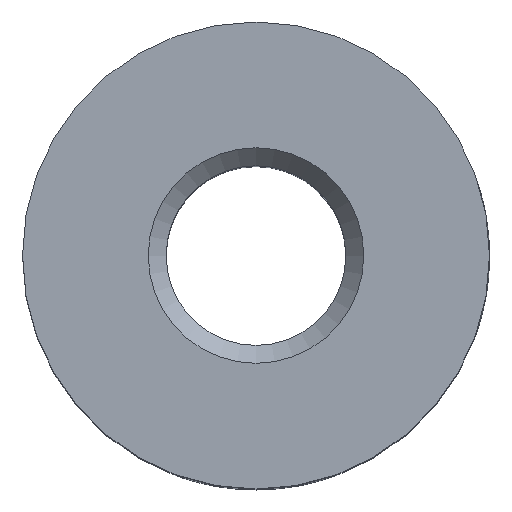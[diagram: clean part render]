
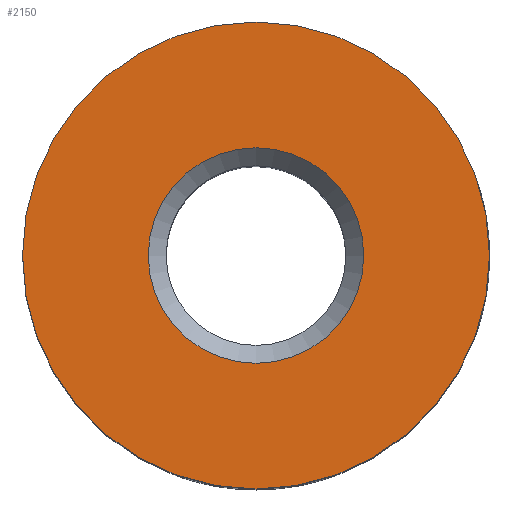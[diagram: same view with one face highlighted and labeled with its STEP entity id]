
A CAD part, top view. The second image highlights one B-rep face of the part: STEP entity #2150.
In plain terms, the highlighted planar face has unit normal (0, 0, 1).
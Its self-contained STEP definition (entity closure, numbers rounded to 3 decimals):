
#77 = CONICAL_SURFACE('',#78,2.5,0.785);
#78 = AXIS2_PLACEMENT_3D('',#79,#80,#81);
#79 = CARTESIAN_POINT('',(0.,0.,14.5));
#80 = DIRECTION('',(0.,0.,1.));
#81 = DIRECTION('',(-1.,0.,0.));
#723 = VERTEX_POINT('',#724);
#724 = CARTESIAN_POINT('',(-3.,0.,15.));
#745 = EDGE_CURVE('',#723,#723,#746,.T.);
#746 = SURFACE_CURVE('',#747,(#752,#759),.PCURVE_S1.);
#747 = CIRCLE('',#748,3.);
#748 = AXIS2_PLACEMENT_3D('',#749,#750,#751);
#749 = CARTESIAN_POINT('',(0.,0.,15.));
#750 = DIRECTION('',(0.,0.,1.));
#751 = DIRECTION('',(-1.,0.,0.));
#752 = PCURVE('',#77,#753);
#753 = DEFINITIONAL_REPRESENTATION('',(#754),#758);
#754 = LINE('',#755,#756);
#755 = CARTESIAN_POINT('',(0.,0.5));
#756 = VECTOR('',#757,1.);
#757 = DIRECTION('',(1.,0.));
#758 = ( GEOMETRIC_REPRESENTATION_CONTEXT(2) 
PARAMETRIC_REPRESENTATION_CONTEXT() REPRESENTATION_CONTEXT('2D SPACE',''
  ) );
#759 = PCURVE('',#760,#765);
#760 = PLANE('',#761);
#761 = AXIS2_PLACEMENT_3D('',#762,#763,#764);
#762 = CARTESIAN_POINT('',(0.,0.,15.));
#763 = DIRECTION('',(0.,0.,-1.));
#764 = DIRECTION('',(1.,0.,0.));
#765 = DEFINITIONAL_REPRESENTATION('',(#766),#774);
#766 = ( BOUNDED_CURVE() B_SPLINE_CURVE(2,(#767,#768,#769,#770,#771,#772
,#773),.UNSPECIFIED.,.F.,.F.) B_SPLINE_CURVE_WITH_KNOTS((1,2,2,2,2,1),(
    -2.094,0.,2.094,4.189,6.283,
8.378),.UNSPECIFIED.) CURVE() GEOMETRIC_REPRESENTATION_ITEM() 
RATIONAL_B_SPLINE_CURVE((1.,0.5,1.,0.5,1.,0.5,1.)) REPRESENTATION_ITEM(
  '') );
#767 = CARTESIAN_POINT('',(-3.,0.));
#768 = CARTESIAN_POINT('',(-3.,5.196));
#769 = CARTESIAN_POINT('',(1.5,2.598));
#770 = CARTESIAN_POINT('',(6.,0.));
#771 = CARTESIAN_POINT('',(1.5,-2.598));
#772 = CARTESIAN_POINT('',(-3.,-5.196));
#773 = CARTESIAN_POINT('',(-3.,0.));
#774 = ( GEOMETRIC_REPRESENTATION_CONTEXT(2) 
PARAMETRIC_REPRESENTATION_CONTEXT() REPRESENTATION_CONTEXT('2D SPACE',''
  ) );
#2150 = ADVANCED_FACE('',(#2151,#2154),#760,.F.);
#2151 = FACE_BOUND('',#2152,.T.);
#2152 = EDGE_LOOP('',(#2153));
#2153 = ORIENTED_EDGE('',*,*,#745,.F.);
#2154 = FACE_BOUND('',#2155,.T.);
#2155 = EDGE_LOOP('',(#2156));
#2156 = ORIENTED_EDGE('',*,*,#2157,.F.);
#2157 = EDGE_CURVE('',#2158,#2158,#2160,.T.);
#2158 = VERTEX_POINT('',#2159);
#2159 = CARTESIAN_POINT('',(6.5,0.,15.));
#2160 = SURFACE_CURVE('',#2161,(#2166,#2173),.PCURVE_S1.);
#2161 = CIRCLE('',#2162,6.5);
#2162 = AXIS2_PLACEMENT_3D('',#2163,#2164,#2165);
#2163 = CARTESIAN_POINT('',(0.,0.,15.));
#2164 = DIRECTION('',(0.,0.,-1.));
#2165 = DIRECTION('',(1.,0.,0.));
#2166 = PCURVE('',#760,#2167);
#2167 = DEFINITIONAL_REPRESENTATION('',(#2168),#2172);
#2168 = CIRCLE('',#2169,6.5);
#2169 = AXIS2_PLACEMENT_2D('',#2170,#2171);
#2170 = CARTESIAN_POINT('',(0.,0.));
#2171 = DIRECTION('',(1.,0.));
#2172 = ( GEOMETRIC_REPRESENTATION_CONTEXT(2) 
PARAMETRIC_REPRESENTATION_CONTEXT() REPRESENTATION_CONTEXT('2D SPACE',''
  ) );
#2173 = PCURVE('',#2174,#2179);
#2174 = CYLINDRICAL_SURFACE('',#2175,6.5);
#2175 = AXIS2_PLACEMENT_3D('',#2176,#2177,#2178);
#2176 = CARTESIAN_POINT('',(0.,0.,15.));
#2177 = DIRECTION('',(0.,0.,-1.));
#2178 = DIRECTION('',(1.,0.,0.));
#2179 = DEFINITIONAL_REPRESENTATION('',(#2180),#2184);
#2180 = LINE('',#2181,#2182);
#2181 = CARTESIAN_POINT('',(0.,0.));
#2182 = VECTOR('',#2183,1.);
#2183 = DIRECTION('',(1.,0.));
#2184 = ( GEOMETRIC_REPRESENTATION_CONTEXT(2) 
PARAMETRIC_REPRESENTATION_CONTEXT() REPRESENTATION_CONTEXT('2D SPACE',''
  ) );
